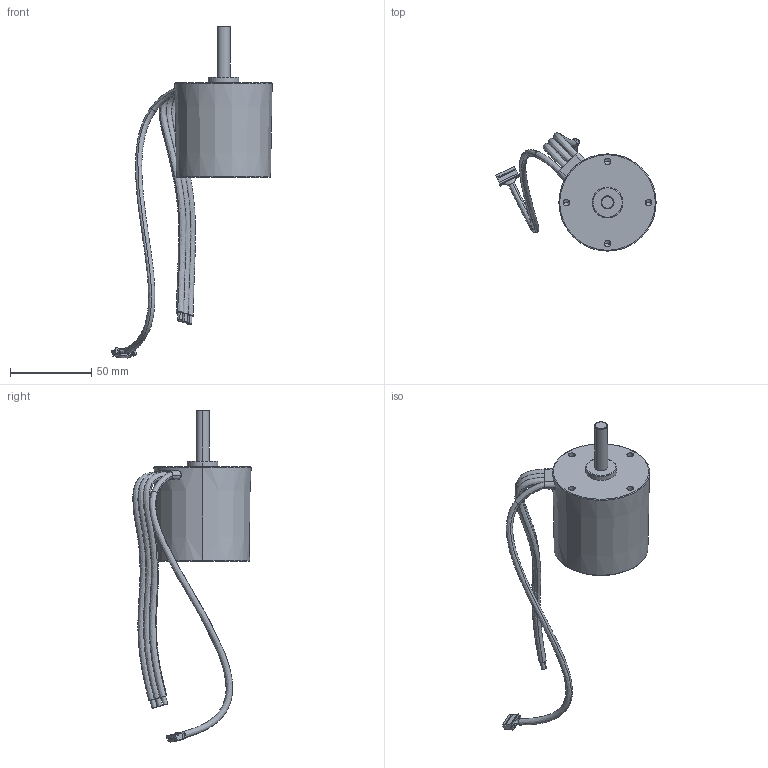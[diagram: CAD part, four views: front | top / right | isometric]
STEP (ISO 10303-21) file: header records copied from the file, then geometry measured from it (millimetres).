
FILE_DESCRIPTION (( 'STEP AP214' ), '1' );
FILE_NAME ('REV-21-1650.STEP', '2018-12-10T18:26:21', ( '' ), ( '' ), 'SwSTEP 2.0', 'SolidWorks 2018', '' );
FILE_SCHEMA (( 'AUTOMOTIVE_DESIGN' ));
Length unit declared in the file: millimetre
Products named in the file (1): REV-21-1650
Bounding box: 98.87 x 73 x 204.78 mm (x, y, z)
Volume: 171982.9 mm3; surface area: 27123.8 mm2
Topology: 1 solids, 1 shells, 174 faces, 425 edges, 268 vertices
Faces by surface type: plane 119, cylinder 21, bspline 13, cone 13, torus 8
Entity records: 9540 total; most frequent: CARTESIAN_POINT 3740, ORIENTED_EDGE 834, DIRECTION 758, EDGE_CURVE 417, LINE 282, VECTOR 282, VERTEX_POINT 268, AXIS2_PLACEMENT_3D 238
